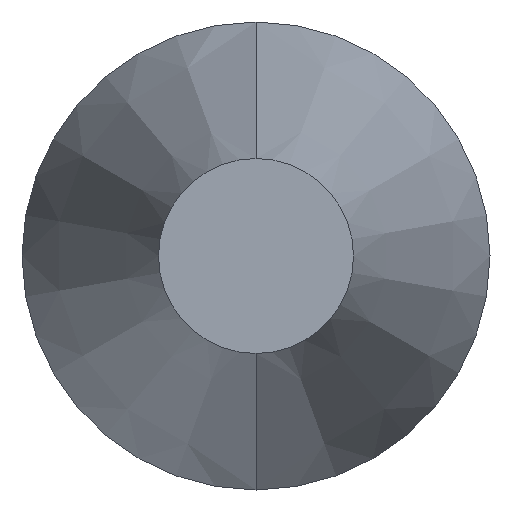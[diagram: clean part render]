
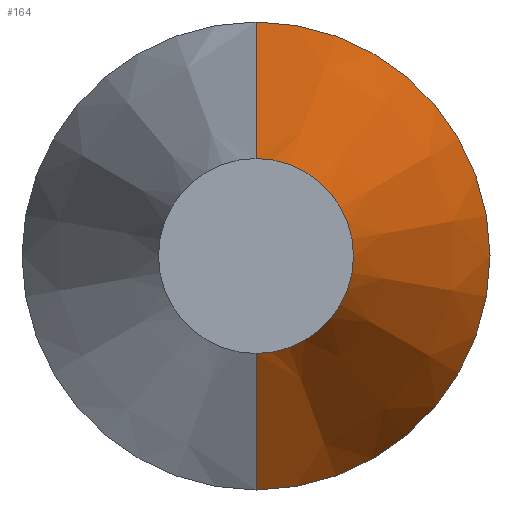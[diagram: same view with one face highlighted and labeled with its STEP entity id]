
A CAD part, front view. The second image highlights one B-rep face of the part: STEP entity #164.
In plain terms, the highlighted conical face has half-angle 15.068 degrees and reference radius 1.25 mm.
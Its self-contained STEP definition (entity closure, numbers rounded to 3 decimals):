
#14 = DIRECTION ( 'NONE',  ( 0., 1., 0. ) ) ;
#19 = EDGE_CURVE ( 'NONE', #204, #79, #38, .T. ) ;
#20 = CARTESIAN_POINT ( 'NONE',  ( 0., 8., 0. ) ) ;
#27 = VERTEX_POINT ( 'NONE', #157 ) ;
#29 = ORIENTED_EDGE ( 'NONE', *, *, #19, .T. ) ;
#34 = CARTESIAN_POINT ( 'NONE',  ( 0., 14.5, -3. ) ) ;
#38 = LINE ( 'NONE', #41, #176 ) ;
#41 = CARTESIAN_POINT ( 'NONE',  ( 0., 8., -1.25 ) ) ;
#44 = FACE_OUTER_BOUND ( 'NONE', #82, .T. ) ;
#48 = DIRECTION ( 'NONE',  ( 0., 0., 1. ) ) ;
#58 = EDGE_CURVE ( 'NONE', #27, #79, #62, .T. ) ;
#61 = DIRECTION ( 'NONE',  ( 0., 0.966, -0.26 ) ) ;
#62 = CIRCLE ( 'NONE', #141, 3. ) ;
#79 = VERTEX_POINT ( 'NONE', #34 ) ;
#82 = EDGE_LOOP ( 'NONE', ( #140, #29, #202, #324 ) ) ;
#127 = CARTESIAN_POINT ( 'NONE',  ( 0., 8., -1.25 ) ) ;
#140 = ORIENTED_EDGE ( 'NONE', *, *, #312, .T. ) ;
#141 = AXIS2_PLACEMENT_3D ( 'NONE', #238, #14, #240 ) ;
#142 = DIRECTION ( 'NONE',  ( 0., 0.966, 0.26 ) ) ;
#155 = CIRCLE ( 'NONE', #173, 1.25 ) ;
#157 = CARTESIAN_POINT ( 'NONE',  ( 0., 14.5, 3. ) ) ;
#164 = ADVANCED_FACE ( 'NONE', ( #44 ), #321, .T. ) ;
#173 = AXIS2_PLACEMENT_3D ( 'NONE', #340, #334, #210 ) ;
#176 = VECTOR ( 'NONE', #61, 1000. ) ;
#202 = ORIENTED_EDGE ( 'NONE', *, *, #58, .F. ) ;
#204 = VERTEX_POINT ( 'NONE', #127 ) ;
#205 = VECTOR ( 'NONE', #142, 1000. ) ;
#206 = CARTESIAN_POINT ( 'NONE',  ( 0., 8., 1.25 ) ) ;
#210 = DIRECTION ( 'NONE',  ( 0., 0., 1. ) ) ;
#238 = CARTESIAN_POINT ( 'NONE',  ( 0., 14.5, 0. ) ) ;
#240 = DIRECTION ( 'NONE',  ( 0., 0., 1. ) ) ;
#255 = CARTESIAN_POINT ( 'NONE',  ( 0., 8., 1.25 ) ) ;
#284 = EDGE_CURVE ( 'NONE', #291, #27, #363, .T. ) ;
#291 = VERTEX_POINT ( 'NONE', #255 ) ;
#302 = DIRECTION ( 'NONE',  ( 0., 1., 0. ) ) ;
#307 = AXIS2_PLACEMENT_3D ( 'NONE', #20, #302, #48 ) ;
#312 = EDGE_CURVE ( 'NONE', #291, #204, #155, .T. ) ;
#321 = CONICAL_SURFACE ( 'NONE', #307, 1.25, 0.263 ) ;
#324 = ORIENTED_EDGE ( 'NONE', *, *, #284, .F. ) ;
#334 = DIRECTION ( 'NONE',  ( 0., 1., 0. ) ) ;
#340 = CARTESIAN_POINT ( 'NONE',  ( 0., 8., 0. ) ) ;
#363 = LINE ( 'NONE', #206, #205 ) ;
